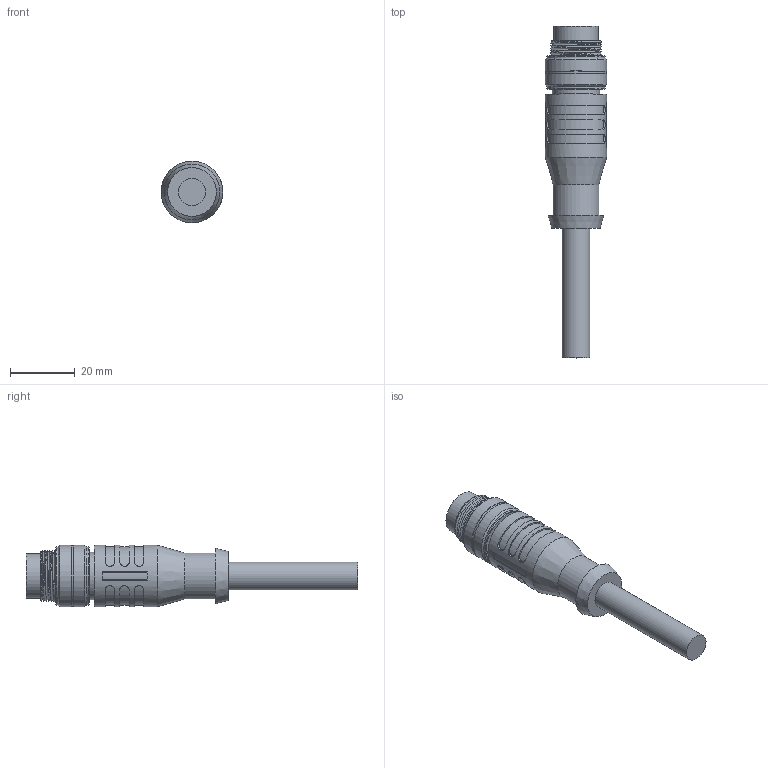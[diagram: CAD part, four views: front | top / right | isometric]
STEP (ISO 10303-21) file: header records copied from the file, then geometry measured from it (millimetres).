
FILE_DESCRIPTION (( 'STEP AP203' ), '1' );
FILE_NAME ('DWZ4-¡ÁP00.STEP', '2024-08-26T07:25:21', ( '' ), ( '' ), 'SwSTEP 2.0', 'SolidWorks 2017', '' );
FILE_SCHEMA (( 'CONFIG_CONTROL_DESIGN' ));
Length unit declared in the file: millimetre
Products named in the file (1): DWZ4-℅P00
Bounding box: 19 x 102.5 x 19 mm (x, y, z)
Volume: 15306.1 mm3; surface area: 6387.7 mm2
Topology: 1 solids, 1 shells, 88 faces, 210 edges, 134 vertices
Faces by surface type: cylinder 39, plane 35, cone 7, sphere 4, bspline 3
Full cylindrical faces by diameter (mm): 1.5 x4, 8.5 x1, 12.4 x1, 13.6 x1, 14 x1, 14.2 x1, 14.6 x1, 16 x1, 18 x2, 18.6 x1, 19 x3
Entity records: 3880 total; most frequent: CARTESIAN_POINT 2040, DIRECTION 369, ORIENTED_EDGE 314, AXIS2_PLACEMENT_3D 160, EDGE_CURVE 157, EDGE_LOOP 133, VERTEX_POINT 116, FACE_OUTER_BOUND 105
